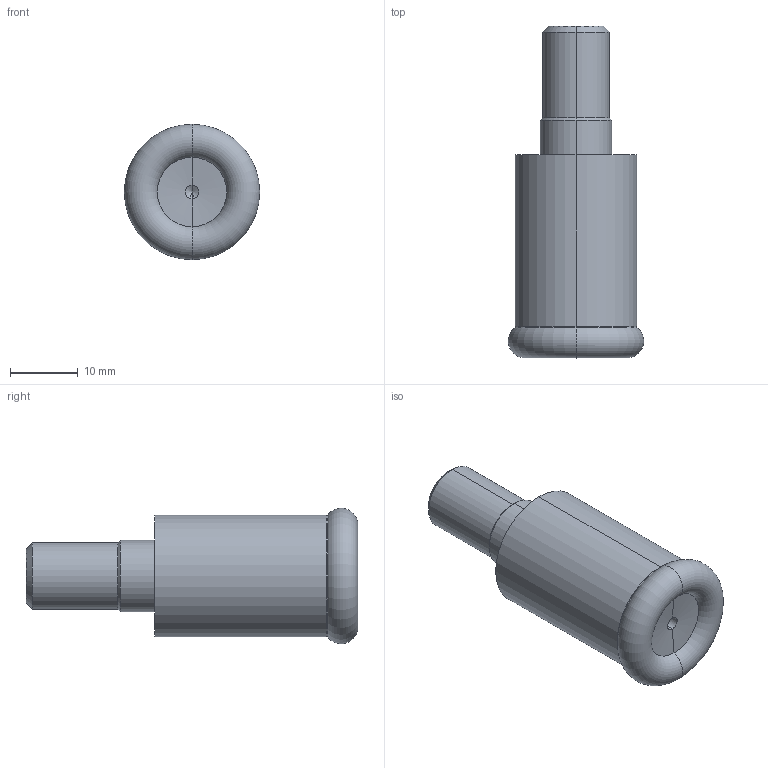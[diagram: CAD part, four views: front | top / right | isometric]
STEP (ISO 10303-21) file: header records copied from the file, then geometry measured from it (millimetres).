
FILE_DESCRIPTION (( 'STEP AP203' ), '1' );
FILE_NAME ('S809-20-30-05-05-.STEP', '2019-04-05T06:41:37', ( '' ), ( '' ), 'SwSTEP 2.0', 'SolidWorks 2018', '' );
FILE_SCHEMA (( 'CONFIG_CONTROL_DESIGN' ));
Length unit declared in the file: millimetre
Products named in the file (1): S809-20-30-05-05-
Bounding box: 19.99 x 48.99 x 19.99 mm (x, y, z)
Volume: 9046.3 mm3; surface area: 2884.1 mm2
Topology: 1 solids, 1 shells, 26 faces, 54 edges, 28 vertices
Faces by surface type: cylinder 10, cone 10, bspline 2, torus 2, plane 2
Entity records: 755 total; most frequent: CARTESIAN_POINT 135, DIRECTION 130, ORIENTED_EDGE 100, AXIS2_PLACEMENT_3D 55, EDGE_CURVE 50, CIRCLE 30, EDGE_LOOP 28, VERTEX_POINT 28
